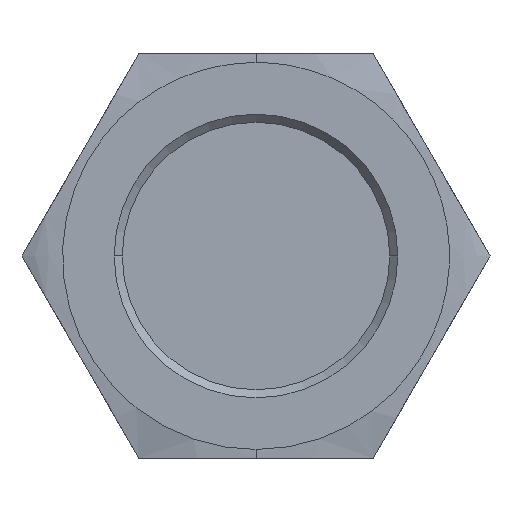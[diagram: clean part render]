
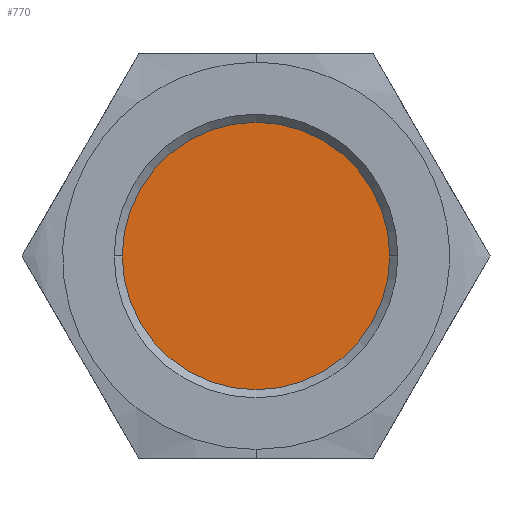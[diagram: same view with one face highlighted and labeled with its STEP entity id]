
A CAD part, front view. The second image highlights one B-rep face of the part: STEP entity #770.
In plain terms, the highlighted planar face has unit normal (0, -1, 0).
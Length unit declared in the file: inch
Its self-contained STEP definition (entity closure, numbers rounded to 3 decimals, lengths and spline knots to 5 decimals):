
#2 = CIRCLE ( 'NONE', #488, 0.0825 ) ;
#22 = CARTESIAN_POINT ( 'NONE',  ( 0., -1.5, 0.0825 ) ) ;
#42 = EDGE_CURVE ( 'NONE', #643, #522, #748, .T. ) ;
#106 = DIRECTION ( 'NONE',  ( 0., 0., -1. ) ) ;
#108 = CARTESIAN_POINT ( 'NONE',  ( 0., -1.5, 0. ) ) ;
#123 = DIRECTION ( 'NONE',  ( 0., -1., 0. ) ) ;
#150 = CARTESIAN_POINT ( 'NONE',  ( 0., -1.5, 0. ) ) ;
#256 = DIRECTION ( 'NONE',  ( 0., -1., 0. ) ) ;
#291 = CARTESIAN_POINT ( 'NONE',  ( 0., -1.5, 0. ) ) ;
#363 = ORIENTED_EDGE ( 'NONE', *, *, #42, .T. ) ;
#488 = AXIS2_PLACEMENT_3D ( 'NONE', #108, #552, #623 ) ;
#497 = FACE_OUTER_BOUND ( 'NONE', #609, .T. ) ;
#517 = CARTESIAN_POINT ( 'NONE',  ( 0., -1.5, -0.0825 ) ) ;
#522 = VERTEX_POINT ( 'NONE', #22 ) ;
#539 = AXIS2_PLACEMENT_3D ( 'NONE', #150, #256, #595 ) ;
#552 = DIRECTION ( 'NONE',  ( 0., -1., 0. ) ) ;
#595 = DIRECTION ( 'NONE',  ( 0., 0., -1. ) ) ;
#609 = EDGE_LOOP ( 'NONE', ( #363, #729 ) ) ;
#623 = DIRECTION ( 'NONE',  ( 0., 0., -1. ) ) ;
#643 = VERTEX_POINT ( 'NONE', #517 ) ;
#677 = AXIS2_PLACEMENT_3D ( 'NONE', #291, #123, #106 ) ;
#729 = ORIENTED_EDGE ( 'NONE', *, *, #807, .T. ) ;
#748 = CIRCLE ( 'NONE', #539, 0.0825 ) ;
#770 = ADVANCED_FACE ( 'NONE', ( #497 ), #804, .T. ) ;
#804 = PLANE ( 'NONE',  #677 ) ;
#807 = EDGE_CURVE ( 'NONE', #522, #643, #2, .T. ) ;
